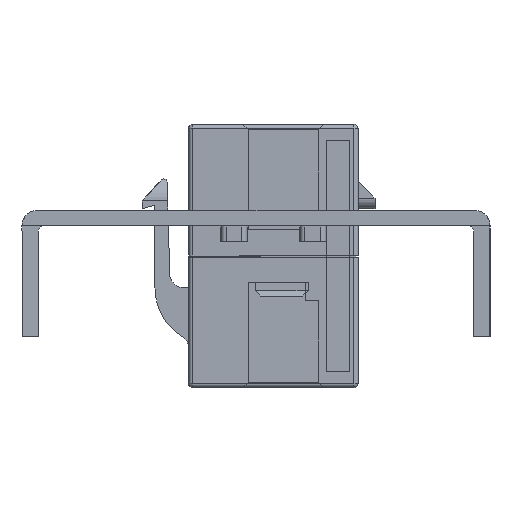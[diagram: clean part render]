
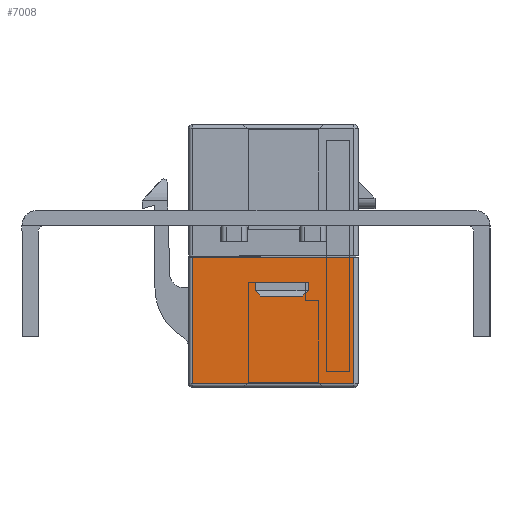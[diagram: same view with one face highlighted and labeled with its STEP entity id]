
A CAD part, left-side view. The second image highlights one B-rep face of the part: STEP entity #7008.
In plain terms, the highlighted planar face has unit normal (-1, 0, 0).
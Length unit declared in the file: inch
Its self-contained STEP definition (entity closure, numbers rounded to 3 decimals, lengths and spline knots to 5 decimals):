
#100 = DIRECTION ( 'NONE',  ( 0., -1., 0. ) ) ;
#251 = CARTESIAN_POINT ( 'NONE',  ( -0.2874, -0.12992, -0.12992 ) ) ;
#548 = DIRECTION ( 'NONE',  ( 0., -1., 0. ) ) ;
#576 = VECTOR ( 'NONE', #6255, 39.37008 ) ;
#808 = EDGE_CURVE ( 'NONE', #1795, #6242, #2979, .T. ) ;
#1086 = FACE_OUTER_BOUND ( 'NONE', #15682, .T. ) ;
#1795 = VERTEX_POINT ( 'NONE', #13852 ) ;
#2552 = EDGE_CURVE ( 'NONE', #8418, #10081, #8056, .T. ) ;
#2736 = DIRECTION ( 'NONE',  ( 0., 1., 0. ) ) ;
#2788 = EDGE_CURVE ( 'NONE', #14335, #5622, #8028, .T. ) ;
#2979 = LINE ( 'NONE', #9750, #6283 ) ;
#2994 = FACE_BOUND ( 'NONE', #4320, .T. ) ;
#3735 = CARTESIAN_POINT ( 'NONE',  ( -0.2874, -0.12992, -0.12992 ) ) ;
#3884 = ORIENTED_EDGE ( 'NONE', *, *, #15275, .T. ) ;
#4320 = EDGE_LOOP ( 'NONE', ( #16179, #21194, #14810, #18386, #12448, #19846 ) ) ;
#4374 = VECTOR ( 'NONE', #11873, 39.37008 ) ;
#4668 = CARTESIAN_POINT ( 'NONE',  ( -0.2874, 0.04724, -0.14961 ) ) ;
#4717 = CARTESIAN_POINT ( 'NONE',  ( -0.2874, 0.30118, 0.49213 ) ) ;
#4871 = VERTEX_POINT ( 'NONE', #17388 ) ;
#4934 = DIRECTION ( 'NONE',  ( 0., 0., -1. ) ) ;
#5007 = VECTOR ( 'NONE', #548, 39.37008 ) ;
#5420 = DIRECTION ( 'NONE',  ( 0., 0., 1. ) ) ;
#5622 = VERTEX_POINT ( 'NONE', #14333 ) ;
#5627 = VECTOR ( 'NONE', #4934, 39.37008 ) ;
#5926 = VECTOR ( 'NONE', #6610, 39.37008 ) ;
#5969 = CARTESIAN_POINT ( 'NONE',  ( -0.2874, 0.04724, -0.14961 ) ) ;
#6242 = VERTEX_POINT ( 'NONE', #19940 ) ;
#6255 = DIRECTION ( 'NONE',  ( 0., 0.707, 0.707 ) ) ;
#6283 = VECTOR ( 'NONE', #16564, 39.37008 ) ;
#6308 = CARTESIAN_POINT ( 'NONE',  ( -0.2874, -0.31693, -0.47638 ) ) ;
#6424 = EDGE_CURVE ( 'NONE', #10081, #14335, #9401, .T. ) ;
#6610 = DIRECTION ( 'NONE',  ( 0., 0.707, -0.707 ) ) ;
#6631 = CARTESIAN_POINT ( 'NONE',  ( -0.2874, 0.06693, -0.09843 ) ) ;
#6720 = CARTESIAN_POINT ( 'NONE',  ( -0.2874, -0.11024, -0.14961 ) ) ;
#6859 = VECTOR ( 'NONE', #20086, 39.37008 ) ;
#6862 = LINE ( 'NONE', #8743, #9485 ) ;
#7008 = ADVANCED_FACE ( 'NONE', ( #2994, #1086 ), #14368, .F. ) ;
#7889 = CARTESIAN_POINT ( 'NONE',  ( -0.2874, 0.30118, -0.47638 ) ) ;
#8028 = LINE ( 'NONE', #21535, #576 ) ;
#8056 = LINE ( 'NONE', #6720, #5926 ) ;
#8147 = EDGE_CURVE ( 'NONE', #5622, #20751, #6862, .T. ) ;
#8351 = LINE ( 'NONE', #13597, #14546 ) ;
#8418 = VERTEX_POINT ( 'NONE', #251 ) ;
#8743 = CARTESIAN_POINT ( 'NONE',  ( -0.2874, 0.06693, -0.09843 ) ) ;
#9401 = LINE ( 'NONE', #5969, #16207 ) ;
#9485 = VECTOR ( 'NONE', #5420, 39.37008 ) ;
#9496 = EDGE_CURVE ( 'NONE', #16316, #21856, #21774, .T. ) ;
#9750 = CARTESIAN_POINT ( 'NONE',  ( -0.2874, -0.30118, 0.49213 ) ) ;
#9906 = EDGE_CURVE ( 'NONE', #16316, #6242, #8351, .T. ) ;
#10081 = VERTEX_POINT ( 'NONE', #10563 ) ;
#10563 = CARTESIAN_POINT ( 'NONE',  ( -0.2874, -0.11024, -0.14961 ) ) ;
#11451 = CARTESIAN_POINT ( 'NONE',  ( -0.2874, -0.31693, 0.49213 ) ) ;
#11873 = DIRECTION ( 'NONE',  ( 0., 0., -1. ) ) ;
#12448 = ORIENTED_EDGE ( 'NONE', *, *, #6424, .T. ) ;
#12587 = LINE ( 'NONE', #6308, #5007 ) ;
#13597 = CARTESIAN_POINT ( 'NONE',  ( -0.2874, -0.30118, -0.00394 ) ) ;
#13852 = CARTESIAN_POINT ( 'NONE',  ( -0.2874, -0.30118, -0.47638 ) ) ;
#14287 = ORIENTED_EDGE ( 'NONE', *, *, #9496, .T. ) ;
#14290 = ORIENTED_EDGE ( 'NONE', *, *, #9906, .F. ) ;
#14333 = CARTESIAN_POINT ( 'NONE',  ( -0.2874, 0.06693, -0.12992 ) ) ;
#14335 = VERTEX_POINT ( 'NONE', #4668 ) ;
#14368 = PLANE ( 'NONE',  #20754 ) ;
#14546 = VECTOR ( 'NONE', #100, 39.37008 ) ;
#14695 = DIRECTION ( 'NONE',  ( 0., 0., -1. ) ) ;
#14810 = ORIENTED_EDGE ( 'NONE', *, *, #18442, .T. ) ;
#15275 = EDGE_CURVE ( 'NONE', #21856, #1795, #12587, .T. ) ;
#15682 = EDGE_LOOP ( 'NONE', ( #14290, #14287, #3884, #18602 ) ) ;
#16179 = ORIENTED_EDGE ( 'NONE', *, *, #8147, .T. ) ;
#16207 = VECTOR ( 'NONE', #2736, 39.37008 ) ;
#16316 = VERTEX_POINT ( 'NONE', #20651 ) ;
#16564 = DIRECTION ( 'NONE',  ( 0., 0., 1. ) ) ;
#17388 = CARTESIAN_POINT ( 'NONE',  ( -0.2874, -0.12992, -0.09843 ) ) ;
#18386 = ORIENTED_EDGE ( 'NONE', *, *, #2552, .T. ) ;
#18442 = EDGE_CURVE ( 'NONE', #4871, #8418, #18907, .T. ) ;
#18602 = ORIENTED_EDGE ( 'NONE', *, *, #808, .T. ) ;
#18667 = EDGE_CURVE ( 'NONE', #20751, #4871, #20521, .T. ) ;
#18907 = LINE ( 'NONE', #3735, #4374 ) ;
#19607 = DIRECTION ( 'NONE',  ( 1., 0., 0. ) ) ;
#19846 = ORIENTED_EDGE ( 'NONE', *, *, #2788, .T. ) ;
#19940 = CARTESIAN_POINT ( 'NONE',  ( -0.2874, -0.30118, -0.00394 ) ) ;
#20086 = DIRECTION ( 'NONE',  ( 0., -1., 0. ) ) ;
#20521 = LINE ( 'NONE', #21964, #6859 ) ;
#20651 = CARTESIAN_POINT ( 'NONE',  ( -0.2874, 0.30118, -0.00394 ) ) ;
#20751 = VERTEX_POINT ( 'NONE', #6631 ) ;
#20754 = AXIS2_PLACEMENT_3D ( 'NONE', #11451, #19607, #14695 ) ;
#21194 = ORIENTED_EDGE ( 'NONE', *, *, #18667, .T. ) ;
#21535 = CARTESIAN_POINT ( 'NONE',  ( -0.2874, 0.06693, -0.12992 ) ) ;
#21774 = LINE ( 'NONE', #4717, #5627 ) ;
#21856 = VERTEX_POINT ( 'NONE', #7889 ) ;
#21964 = CARTESIAN_POINT ( 'NONE',  ( -0.2874, 0.06693, -0.09843 ) ) ;
